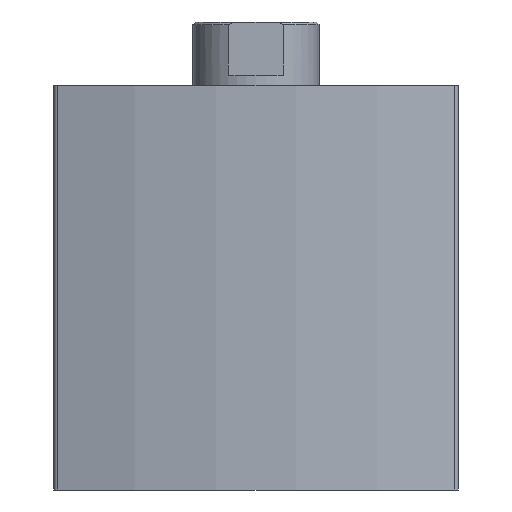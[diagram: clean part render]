
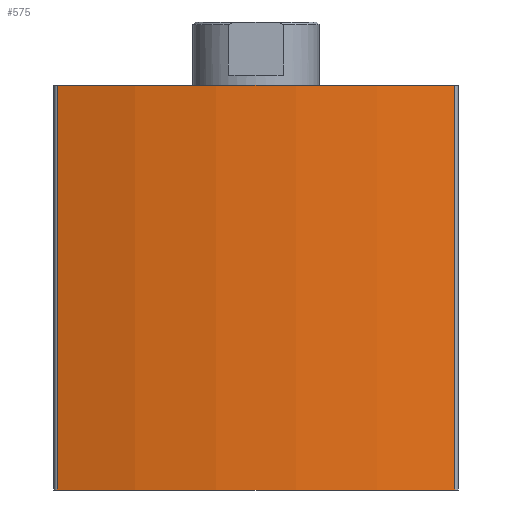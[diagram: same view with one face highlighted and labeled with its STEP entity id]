
A CAD part, front view. The second image highlights one B-rep face of the part: STEP entity #575.
In plain terms, the highlighted cylindrical face has radius 50 mm (diameter 100 mm), a partial arc.
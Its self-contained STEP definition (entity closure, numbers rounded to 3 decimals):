
#44=CIRCLE('',#647,50.);
#45=CIRCLE('',#648,50.);
#86=CYLINDRICAL_SURFACE('',#646,50.);
#110=ORIENTED_EDGE('',*,*,#247,.F.);
#111=ORIENTED_EDGE('',*,*,#246,.F.);
#112=ORIENTED_EDGE('',*,*,#248,.T.);
#113=ORIENTED_EDGE('',*,*,#249,.T.);
#246=EDGE_CURVE('',#314,#313,#369,.T.);
#247=EDGE_CURVE('',#313,#315,#44,.T.);
#248=EDGE_CURVE('',#314,#316,#45,.T.);
#249=EDGE_CURVE('',#316,#315,#370,.T.);
#313=VERTEX_POINT('',#942);
#314=VERTEX_POINT('',#944);
#315=VERTEX_POINT('',#948);
#316=VERTEX_POINT('',#950);
#369=LINE('',#945,#391);
#370=LINE('',#951,#392);
#391=VECTOR('',#744,1000.);
#392=VECTOR('',#751,1000.);
#411=EDGE_LOOP('',(#110,#111,#112,#113));
#483=FACE_BOUND('',#411,.T.);
#575=ADVANCED_FACE('',(#483),#86,.T.);
#646=AXIS2_PLACEMENT_3D('',#946,#745,#746);
#647=AXIS2_PLACEMENT_3D('',#947,#747,#748);
#648=AXIS2_PLACEMENT_3D('',#949,#749,#750);
#744=DIRECTION('',(0.,0.,1.));
#745=DIRECTION('',(0.,0.,1.));
#746=DIRECTION('',(1.,0.,0.));
#747=DIRECTION('',(0.,0.,1.));
#748=DIRECTION('',(1.,0.,0.));
#749=DIRECTION('',(0.,0.,1.));
#750=DIRECTION('',(1.,0.,0.));
#751=DIRECTION('',(0.,0.,1.));
#942=CARTESIAN_POINT('',(-15.726,-10.463,0.));
#944=CARTESIAN_POINT('',(-15.726,-10.463,-32.));
#945=CARTESIAN_POINT('',(-15.726,-10.463,-32.));
#946=CARTESIAN_POINT('',(0.,37.,-32.));
#947=CARTESIAN_POINT('',(0.,37.,0.));
#948=CARTESIAN_POINT('',(15.726,-10.463,0.));
#949=CARTESIAN_POINT('',(0.,37.,-32.));
#950=CARTESIAN_POINT('',(15.726,-10.463,-32.));
#951=CARTESIAN_POINT('',(15.726,-10.463,-32.));
